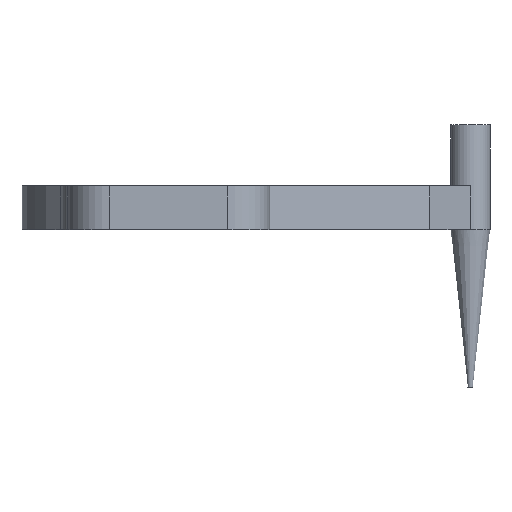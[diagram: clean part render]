
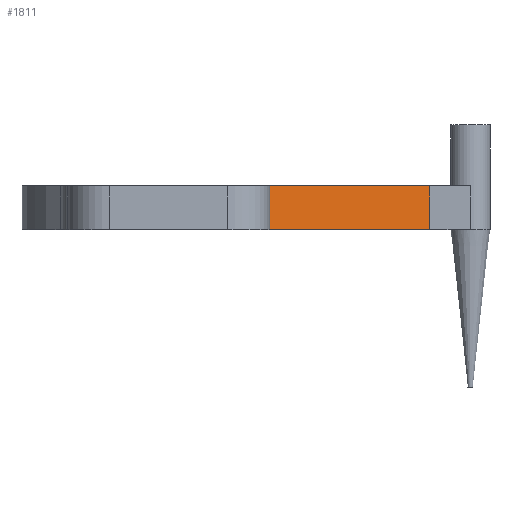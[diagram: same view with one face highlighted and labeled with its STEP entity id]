
A CAD part, left-side view. The second image highlights one B-rep face of the part: STEP entity #1811.
In plain terms, the highlighted planar face has unit normal (-0.807, -0.591, 0).
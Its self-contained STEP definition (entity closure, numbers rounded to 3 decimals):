
#182=PLANE('',#1921);
#281=FACE_OUTER_BOUND('',#392,.T.);
#392=EDGE_LOOP('',(#1683,#1684,#1685,#1686));
#403=LINE('',#2294,#551);
#520=LINE('',#3686,#668);
#524=LINE('',#3703,#672);
#542=LINE('',#3742,#690);
#551=VECTOR('',#1947,1000.);
#668=VECTOR('',#2184,1000.);
#672=VECTOR('',#2200,10.);
#690=VECTOR('',#2258,1000.);
#737=VERTEX_POINT('',#2291);
#738=VERTEX_POINT('',#2293);
#888=VERTEX_POINT('',#3683);
#889=VERTEX_POINT('',#3685);
#909=EDGE_CURVE('',#738,#737,#403,.T.);
#1132=EDGE_CURVE('',#888,#889,#520,.T.);
#1141=EDGE_CURVE('',#889,#737,#524,.F.);
#1161=EDGE_CURVE('',#888,#738,#542,.T.);
#1683=ORIENTED_EDGE('',*,*,#1161,.T.);
#1684=ORIENTED_EDGE('',*,*,#909,.T.);
#1685=ORIENTED_EDGE('',*,*,#1141,.F.);
#1686=ORIENTED_EDGE('',*,*,#1132,.F.);
#1811=ADVANCED_FACE('',(#281),#182,.F.);
#1921=AXIS2_PLACEMENT_3D('',#3743,#2259,#2260);
#1947=DIRECTION('',(-0.591,0.807,0.));
#2184=DIRECTION('',(-0.591,0.807,0.));
#2200=DIRECTION('',(0.,0.,-1.));
#2258=DIRECTION('',(0.,0.,1.));
#2259=DIRECTION('center_axis',(0.807,0.591,0.));
#2260=DIRECTION('ref_axis',(-0.591,0.807,0.));
#2291=CARTESIAN_POINT('',(-6.039,-21.915,3.676));
#2293=CARTESIAN_POINT('',(-0.75,-29.134,3.676));
#2294=CARTESIAN_POINT('',(-6.021,-21.94,3.676));
#3683=CARTESIAN_POINT('',(-0.75,-29.134,2.));
#3685=CARTESIAN_POINT('',(-6.039,-21.915,2.));
#3686=CARTESIAN_POINT('',(-6.021,-21.94,2.));
#3703=CARTESIAN_POINT('',(-6.039,-21.915,-3.829));
#3742=CARTESIAN_POINT('',(-0.75,-29.134,-9.658));
#3743=CARTESIAN_POINT('Origin',(-6.021,-21.94,-9.658));
